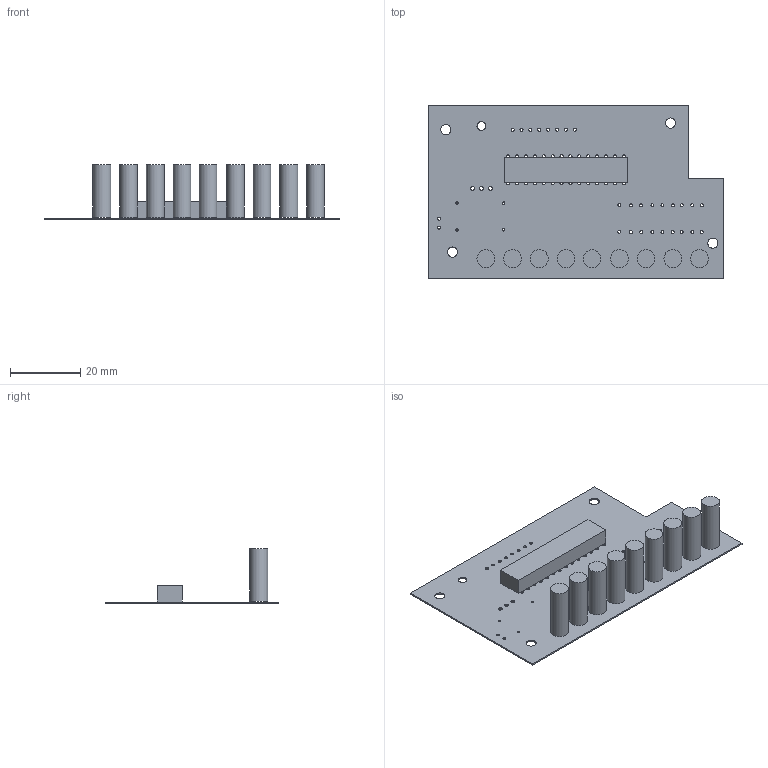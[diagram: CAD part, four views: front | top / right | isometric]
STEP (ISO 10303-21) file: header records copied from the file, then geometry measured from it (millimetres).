
FILE_DESCRIPTION(('Open CASCADE Model'),'2;1');
FILE_NAME('Open CASCADE Shape Model','2021-05-20T23:55:57',('Author'),( 'Open CASCADE'),'Open CASCADE STEP processor 6.8','Open CASCADE 6.8' ,'Unknown');
FILE_SCHEMA(('AUTOMOTIVE_DESIGN { 1 0 10303 214 1 1 1 1 }'));
Length unit declared in the file: millimetre
Products named in the file (9): PCB; Board; Open CASCADE STEP translator 6.8 1.1.1; U1; 6365521104; Extruded; Free-Models; 6419131472; Cylinder
Assembly tree (16 placements, depth 4):
  PCB
    Board
      Open CASCADE STEP translator 6.8 1.1.1
    U1
      6365521104
        Extruded
    Free-Models
      6419131472  x9
        Cylinder
Bounding box: 84.45 x 49.53 x 15.67 mm (x, y, z)
Volume: 5500 mm3; surface area: 11414.3 mm2
Topology: 11 solids, 11 shells, 127 faces, 315 edges, 210 vertices
Faces by surface type: cylinder 95, plane 32
Full cylindrical faces by diameter (mm): 0.7 x4, 0.85 x18, 0.889 x8, 0.9 x30, 0.93 x18, 1.118 x3, 2.54 x1, 2.9 x4, 5.08 x9
Entity records: 4041 total; most frequent: DIRECTION 705, CARTESIAN_POINT 605, ORIENTED_EDGE 582, AXIS2_PLACEMENT_3D 294, EDGE_CURVE 291, FACE_BOUND 275, EDGE_LOOP 275, VERTEX_POINT 194
